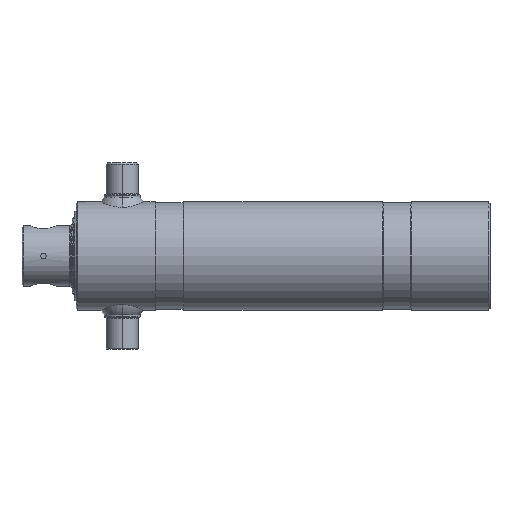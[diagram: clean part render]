
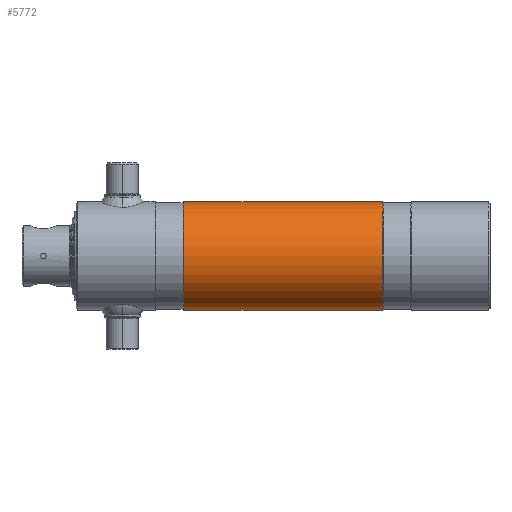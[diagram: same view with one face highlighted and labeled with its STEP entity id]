
A CAD part, left-side view. The second image highlights one B-rep face of the part: STEP entity #5772.
In plain terms, the highlighted cylindrical face has radius 75.75 mm (diameter 151.5 mm), a partial arc.
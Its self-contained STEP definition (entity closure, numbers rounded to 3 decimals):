
#144 = ORIENTED_EDGE ( 'NONE', *, *, #3357, .F. ) ;
#651 = DIRECTION ( 'NONE',  ( 0., 0., 1. ) ) ;
#653 = CARTESIAN_POINT ( 'NONE',  ( 0., 522.61, 75.75 ) ) ;
#702 = ORIENTED_EDGE ( 'NONE', *, *, #3799, .F. ) ;
#731 = EDGE_CURVE ( 'NONE', #6813, #4892, #3562, .T. ) ;
#870 = AXIS2_PLACEMENT_3D ( 'NONE', #2989, #7774, #3659 ) ;
#1099 = VERTEX_POINT ( 'NONE', #6182 ) ;
#1112 = VECTOR ( 'NONE', #2709, 1000. ) ;
#1343 = DIRECTION ( 'NONE',  ( 0., 1., 0. ) ) ;
#1688 = CYLINDRICAL_SURFACE ( 'NONE', #7660, 75.75 ) ;
#2229 = DIRECTION ( 'NONE',  ( 0., 0., 1. ) ) ;
#2709 = DIRECTION ( 'NONE',  ( 0., 1., 0. ) ) ;
#2989 = CARTESIAN_POINT ( 'NONE',  ( 0., 150., 0. ) ) ;
#3357 = EDGE_CURVE ( 'NONE', #6813, #1099, #8407, .T. ) ;
#3562 = CIRCLE ( 'NONE', #870, 75.75 ) ;
#3659 = DIRECTION ( 'NONE',  ( 0., 0., 1. ) ) ;
#3799 = EDGE_CURVE ( 'NONE', #1099, #6757, #8021, .T. ) ;
#4582 = LINE ( 'NONE', #653, #6413 ) ;
#4684 = CARTESIAN_POINT ( 'NONE',  ( 0., 428., 75.75 ) ) ;
#4715 = ORIENTED_EDGE ( 'NONE', *, *, #731, .T. ) ;
#4735 = DIRECTION ( 'NONE',  ( 0., 1., 0. ) ) ;
#4892 = VERTEX_POINT ( 'NONE', #6294 ) ;
#5304 = FACE_OUTER_BOUND ( 'NONE', #7570, .T. ) ;
#5530 = CARTESIAN_POINT ( 'NONE',  ( 0., 150., -75.75 ) ) ;
#5772 = ADVANCED_FACE ( 'NONE', ( #5304 ), #1688, .T. ) ;
#6182 = CARTESIAN_POINT ( 'NONE',  ( 0., 428., -75.75 ) ) ;
#6294 = CARTESIAN_POINT ( 'NONE',  ( 0., 150., 75.75 ) ) ;
#6301 = CARTESIAN_POINT ( 'NONE',  ( 0., 522.61, 0. ) ) ;
#6413 = VECTOR ( 'NONE', #1343, 1000. ) ;
#6757 = VERTEX_POINT ( 'NONE', #4684 ) ;
#6795 = CARTESIAN_POINT ( 'NONE',  ( 0., 522.61, -75.75 ) ) ;
#6813 = VERTEX_POINT ( 'NONE', #5530 ) ;
#7570 = EDGE_LOOP ( 'NONE', ( #144, #4715, #7810, #702 ) ) ;
#7660 = AXIS2_PLACEMENT_3D ( 'NONE', #6301, #8358, #2229 ) ;
#7774 = DIRECTION ( 'NONE',  ( 0., 1., 0. ) ) ;
#7810 = ORIENTED_EDGE ( 'NONE', *, *, #7935, .T. ) ;
#7935 = EDGE_CURVE ( 'NONE', #4892, #6757, #4582, .T. ) ;
#8021 = CIRCLE ( 'NONE', #8581, 75.75 ) ;
#8358 = DIRECTION ( 'NONE',  ( 0., 1., 0. ) ) ;
#8407 = LINE ( 'NONE', #6795, #1112 ) ;
#8581 = AXIS2_PLACEMENT_3D ( 'NONE', #8836, #4735, #651 ) ;
#8836 = CARTESIAN_POINT ( 'NONE',  ( 0., 428., 0. ) ) ;
